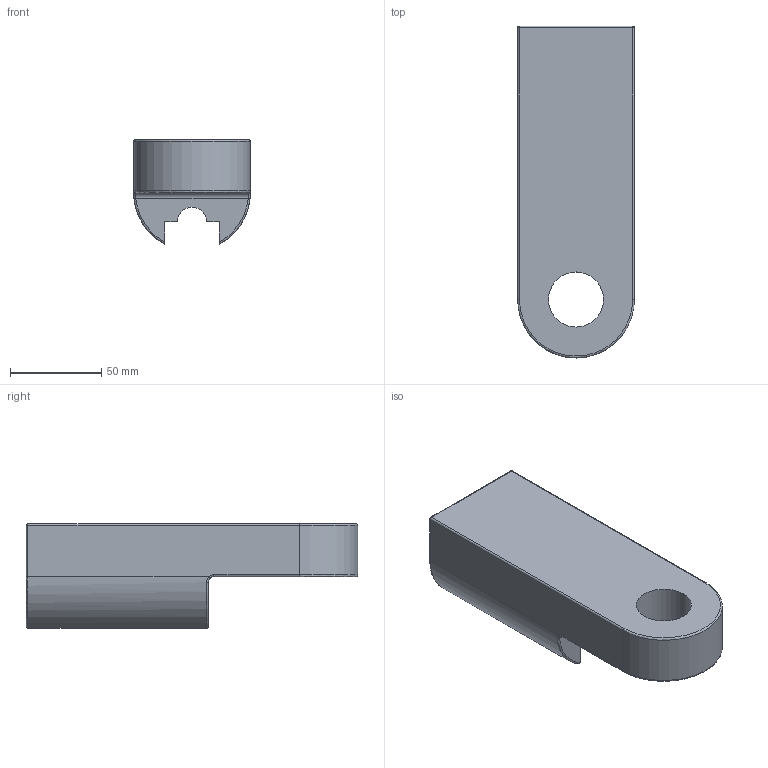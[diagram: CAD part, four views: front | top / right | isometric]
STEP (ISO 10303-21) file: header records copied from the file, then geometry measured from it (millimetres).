
FILE_DESCRIPTION (( 'STEP AP203' ), '1' );
FILE_NAME ('MS001-A.02.005JS.1.1MS001-A珆尨ん紲盄盓釱.step', '2021-08-27T10:46:06', ( 'Windows User' ), ( 'P R C' ), 'SwSTEP 2.0', 'SolidWorks 2016', '' );
FILE_SCHEMA (( 'CONFIG_CONTROL_DESIGN' ));
Length unit declared in the file: millimetre
Products named in the file (1): MS001-A.02.005JS.1.1MS001-A珆尨ん紲盄盓釱
Bounding box: 64 x 182 x 57.27 mm (x, y, z)
Volume: 402772.5 mm3; surface area: 47418.1 mm2
Topology: 1 solids, 1 shells, 71 faces, 178 edges, 98 vertices
Faces by surface type: cylinder 33, bspline 14, cone 12, plane 12
Entity records: 2516 total; most frequent: CARTESIAN_POINT 888, DIRECTION 328, ORIENTED_EDGE 320, EDGE_CURVE 160, AXIS2_PLACEMENT_3D 130, VERTEX_POINT 98, EDGE_LOOP 80, CIRCLE 72
